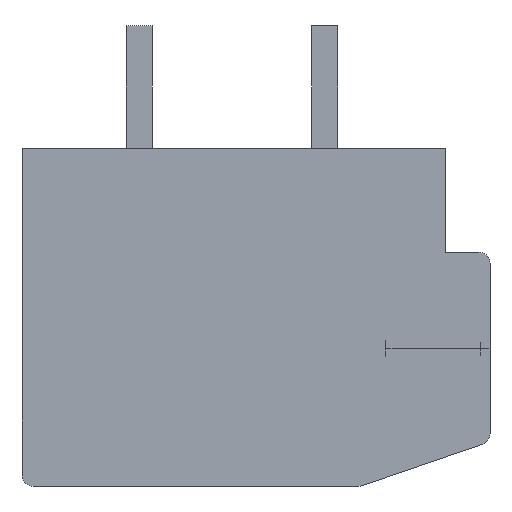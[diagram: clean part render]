
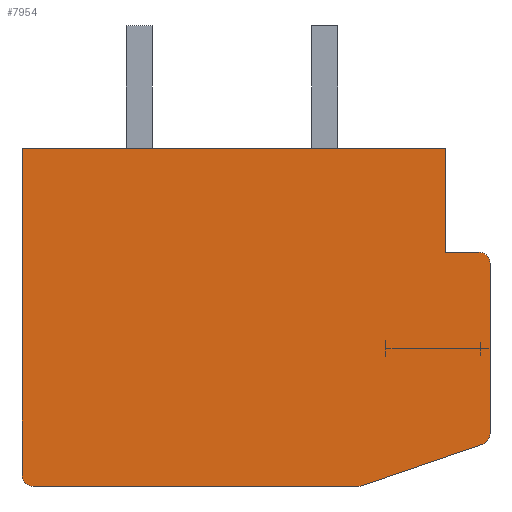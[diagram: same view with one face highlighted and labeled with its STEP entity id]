
A CAD part, front view. The second image highlights one B-rep face of the part: STEP entity #7954.
In plain terms, the highlighted planar face has unit normal (0, -1, 0).
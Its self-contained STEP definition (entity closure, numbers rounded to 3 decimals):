
#1=CARTESIAN_POINT('',(6.,-87.8,-3.136));
#2=DIRECTION('',(0.,-1.,0.));
#3=DIRECTION('',(0.324,0.,-0.946));
#4=AXIS2_PLACEMENT_3D('',#1,#2,#3);
#6=DIRECTION('',(-0.946,0.,-0.324));
#7=VECTOR('',#6,3.486);
#8=CARTESIAN_POINT('',(6.097,-87.8,-3.419));
#9=LINE('',#8,#7);
#10=DIRECTION('',(-1.,0.,0.));
#11=VECTOR('',#10,8.8);
#12=CARTESIAN_POINT('',(2.8,-87.8,-4.55));
#13=LINE('',#12,#11);
#14=CARTESIAN_POINT('',(-6.,-87.8,-4.25));
#15=DIRECTION('',(0.,-1.,0.));
#16=DIRECTION('',(-1.,0.,0.));
#17=AXIS2_PLACEMENT_3D('',#14,#15,#16);
#19=DIRECTION('',(0.,0.,1.));
#20=VECTOR('',#19,8.8);
#21=CARTESIAN_POINT('',(-6.3,-87.8,-4.25));
#22=LINE('',#21,#20);
#23=DIRECTION('',(1.,0.,0.));
#24=VECTOR('',#23,11.4);
#25=CARTESIAN_POINT('',(-6.3,-87.8,4.55));
#26=LINE('',#25,#24);
#27=DIRECTION('',(0.,0.,-1.));
#28=VECTOR('',#27,2.8);
#29=CARTESIAN_POINT('',(5.1,-87.8,4.55));
#30=LINE('',#29,#28);
#31=DIRECTION('',(1.,0.,0.));
#32=VECTOR('',#31,0.9);
#33=CARTESIAN_POINT('',(5.1,-87.8,1.75));
#34=LINE('',#33,#32);
#35=CARTESIAN_POINT('',(6.,-87.8,1.45));
#36=DIRECTION('',(0.,-1.,0.));
#37=DIRECTION('',(1.,0.,0.));
#38=AXIS2_PLACEMENT_3D('',#35,#36,#37);
#40=DIRECTION('',(0.,0.,-1.));
#41=VECTOR('',#40,4.586);
#42=CARTESIAN_POINT('',(6.3,-87.8,1.45));
#43=LINE('',#42,#41);
#6127=CARTESIAN_POINT('',(-6.3,-87.8,4.55));
#6128=CARTESIAN_POINT('',(5.1,-87.8,4.55));
#6129=VERTEX_POINT('',#6127);
#6130=VERTEX_POINT('',#6128);
#6131=CARTESIAN_POINT('',(5.1,-87.8,1.75));
#6132=VERTEX_POINT('',#6131);
#6133=CARTESIAN_POINT('',(6.097,-87.8,-3.419));
#6134=CARTESIAN_POINT('',(6.3,-87.8,-3.136));
#6135=VERTEX_POINT('',#6133);
#6136=VERTEX_POINT('',#6134);
#6137=CARTESIAN_POINT('',(6.3,-87.8,1.45));
#6138=CARTESIAN_POINT('',(6.,-87.8,1.75));
#6139=VERTEX_POINT('',#6137);
#6140=VERTEX_POINT('',#6138);
#6141=CARTESIAN_POINT('',(-6.3,-87.8,-4.25));
#6142=CARTESIAN_POINT('',(-6.,-87.8,-4.55));
#6143=VERTEX_POINT('',#6141);
#6144=VERTEX_POINT('',#6142);
#6145=CARTESIAN_POINT('',(2.8,-87.8,-4.55));
#6146=VERTEX_POINT('',#6145);
#7927=CARTESIAN_POINT('',(0.,-87.8,0.));
#7928=DIRECTION('',(0.,1.,0.));
#7929=DIRECTION('',(1.,0.,0.));
#7930=AXIS2_PLACEMENT_3D('',#7927,#7928,#7929);
#7931=PLANE('',#7930);
#7933=ORIENTED_EDGE('',*,*,#7932,.F.);
#7935=ORIENTED_EDGE('',*,*,#7934,.T.);
#7937=ORIENTED_EDGE('',*,*,#7936,.T.);
#7939=ORIENTED_EDGE('',*,*,#7938,.F.);
#7941=ORIENTED_EDGE('',*,*,#7940,.T.);
#7943=ORIENTED_EDGE('',*,*,#7942,.T.);
#7945=ORIENTED_EDGE('',*,*,#7944,.T.);
#7947=ORIENTED_EDGE('',*,*,#7946,.T.);
#7949=ORIENTED_EDGE('',*,*,#7948,.F.);
#7951=ORIENTED_EDGE('',*,*,#7950,.T.);
#7952=EDGE_LOOP('',(#7933,#7935,#7937,#7939,#7941,#7943,#7945,#7947,#7949,
#7951));
#7953=FACE_OUTER_BOUND('',#7952,.F.);
#7954=ADVANCED_FACE('',(#7953),#7931,.F.);
#5=CIRCLE('',#4,0.3);
#18=CIRCLE('',#17,0.3);
#39=CIRCLE('',#38,0.3);
#7932=EDGE_CURVE('',#6135,#6136,#5,.T.);
#7934=EDGE_CURVE('',#6135,#6146,#9,.T.);
#7936=EDGE_CURVE('',#6146,#6144,#13,.T.);
#7938=EDGE_CURVE('',#6143,#6144,#18,.T.);
#7940=EDGE_CURVE('',#6143,#6129,#22,.T.);
#7942=EDGE_CURVE('',#6129,#6130,#26,.T.);
#7944=EDGE_CURVE('',#6130,#6132,#30,.T.);
#7946=EDGE_CURVE('',#6132,#6140,#34,.T.);
#7948=EDGE_CURVE('',#6139,#6140,#39,.T.);
#7950=EDGE_CURVE('',#6139,#6136,#43,.T.);
